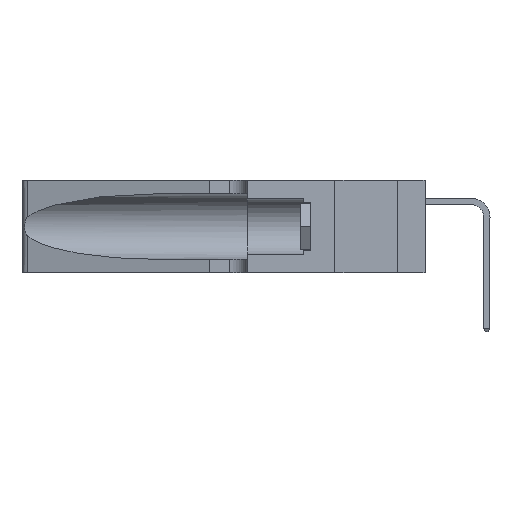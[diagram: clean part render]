
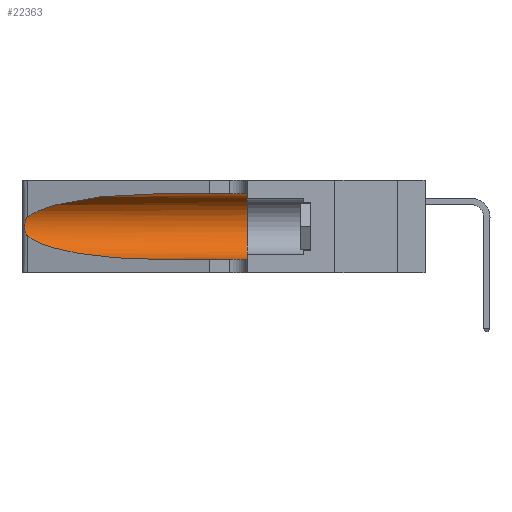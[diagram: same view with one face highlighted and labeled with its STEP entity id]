
A CAD part, left-side view. The second image highlights one B-rep face of the part: STEP entity #22363.
In plain terms, the highlighted cylindrical face has radius 3.308 mm (diameter 6.617 mm), a partial arc.
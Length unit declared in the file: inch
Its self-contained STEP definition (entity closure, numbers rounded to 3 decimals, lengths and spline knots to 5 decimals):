
#655 = VERTEX_POINT ( 'NONE', #15903 ) ;
#783 = CARTESIAN_POINT ( 'NONE',  ( 0.1305, 0.35, 0.185 ) ) ;
#1226 = CARTESIAN_POINT ( 'NONE',  ( 0.25787, 1.23484, 0.2124 ) ) ;
#1867 = CARTESIAN_POINT ( 'NONE',  ( 0.1305, 0.35, 0.05475 ) ) ;
#2168 = AXIS2_PLACEMENT_3D ( 'NONE', #32677, #5965, #11370 ) ;
#2782 = VERTEX_POINT ( 'NONE', #1867 ) ;
#3119 = CARTESIAN_POINT ( 'NONE',  ( 0.1305, 1.61858, 0.31525 ) ) ;
#3197 = EDGE_CURVE ( 'NONE', #655, #2782, #31606, .T. ) ;
#3500 = DIRECTION ( 'NONE',  ( 0., 0., 1. ) ) ;
#3945 = CARTESIAN_POINT ( 'NONE',  ( 0.26018, 1.23835, 0.19895 ) ) ;
#5691 = DIRECTION ( 'NONE',  ( 0., -1., 0. ) ) ;
#5965 = DIRECTION ( 'NONE',  ( 0., -1., 0. ) ) ;
#6078 = VERTEX_POINT ( 'NONE', #34110 ) ;
#6615 = CARTESIAN_POINT ( 'NONE',  ( 0.26075, 1.23896, 0.178 ) ) ;
#6780 = CARTESIAN_POINT ( 'NONE',  ( 0.2373, 1.15595, 0.08982 ) ) ;
#8317 = CARTESIAN_POINT ( 'NONE',  ( 0.2373, 1.15595, 0.28018 ) ) ;
#8508 = ORIENTED_EDGE ( 'NONE', *, *, #17695, .T. ) ;
#8883 = FACE_OUTER_BOUND ( 'NONE', #28324, .T. ) ;
#9040 =( BOUNDED_CURVE ( )  B_SPLINE_CURVE ( 3, ( #25456, #6780, #30816, #14887 ),
 .UNSPECIFIED., .F., .T. ) 
 B_SPLINE_CURVE_WITH_KNOTS ( ( 4, 4 ),
 ( 3.44316, 4.71239 ),
 .UNSPECIFIED. ) 
 CURVE ( )  GEOMETRIC_REPRESENTATION_ITEM ( )  RATIONAL_B_SPLINE_CURVE ( ( 1., 0.87, 0.87, 1. ) ) 
 REPRESENTATION_ITEM ( '' )  );
#9057 = VERTEX_POINT ( 'NONE', #15908 ) ;
#9326 = CARTESIAN_POINT ( 'NONE',  ( 0.25856, 1.23593, 0.16098 ) ) ;
#9517 = CARTESIAN_POINT ( 'NONE',  ( 0.1305, 1.61858, 0.05475 ) ) ;
#11015 = LINE ( 'NONE', #3119, #29756 ) ;
#11370 = DIRECTION ( 'NONE',  ( 0., 0., -1. ) ) ;
#11926 = CARTESIAN_POINT ( 'NONE',  ( 0.1305, 0.72297, 0.31525 ) ) ;
#12052 = CARTESIAN_POINT ( 'NONE',  ( 0.25639, 1.23186, 0.15144 ) ) ;
#12064 = ORIENTED_EDGE ( 'NONE', *, *, #30992, .T. ) ;
#12685 = VERTEX_POINT ( 'NONE', #11926 ) ;
#14285 = AXIS2_PLACEMENT_3D ( 'NONE', #783, #19527, #3500 ) ;
#14733 = CARTESIAN_POINT ( 'NONE',  ( 0.25487, 1.22718, 0.14631 ) ) ;
#14887 = CARTESIAN_POINT ( 'NONE',  ( 0.1305, 0.72297, 0.05475 ) ) ;
#15175 = CYLINDRICAL_SURFACE ( 'NONE', #2168, 0.13025 ) ;
#15903 = CARTESIAN_POINT ( 'NONE',  ( 0.1305, 0.35, 0.31525 ) ) ;
#15908 = CARTESIAN_POINT ( 'NONE',  ( 0.25487, 1.22718, 0.14631 ) ) ;
#17282 = CARTESIAN_POINT ( 'NONE',  ( 0.25639, 1.23184, 0.21858 ) ) ;
#17695 = EDGE_CURVE ( 'NONE', #26255, #2782, #23498, .T. ) ;
#19527 = DIRECTION ( 'NONE',  ( 0., 1., 0. ) ) ;
#19550 = ORIENTED_EDGE ( 'NONE', *, *, #21206, .T. ) ;
#19719 = ORIENTED_EDGE ( 'NONE', *, *, #26728, .T. ) ;
#19947 = CARTESIAN_POINT ( 'NONE',  ( 0.25854, 1.2359, 0.20912 ) ) ;
#20246 = DIRECTION ( 'NONE',  ( 0., -1., 0. ) ) ;
#20931 = B_SPLINE_CURVE_WITH_KNOTS ( 'NONE', 3,
 ( #30534, #33218, #17282, #1226, #19947, #3945, #22626, #6615, #25295, #9326, #27917, #12052, #30654, #14733 ),
 .UNSPECIFIED., .F., .F.,
 ( 4, 2, 2, 2, 2, 2, 4 ),
 ( 0., 0.00027, 0.00053, 0.00107, 0.0016, 0.00187, 0.00214 ),
 .UNSPECIFIED. ) ;
#21206 = EDGE_CURVE ( 'NONE', #6078, #9057, #20931, .T. ) ;
#21644 = CARTESIAN_POINT ( 'NONE',  ( 0.1305, 0.72297, 0.31525 ) ) ;
#21884 =( BOUNDED_CURVE ( )  B_SPLINE_CURVE ( 3, ( #21644, #24322, #8317, #26955 ),
 .UNSPECIFIED., .F., .F. ) 
 B_SPLINE_CURVE_WITH_KNOTS ( ( 4, 4 ),
 ( 1.5708, 2.84003 ),
 .UNSPECIFIED. ) 
 CURVE ( )  GEOMETRIC_REPRESENTATION_ITEM ( )  RATIONAL_B_SPLINE_CURVE ( ( 1., 0.87, 0.87, 1. ) ) 
 REPRESENTATION_ITEM ( '' )  );
#22363 = ADVANCED_FACE ( 'NONE', ( #8883 ), #15175, .F. ) ;
#22626 = CARTESIAN_POINT ( 'NONE',  ( 0.26075, 1.23896, 0.19203 ) ) ;
#23498 = LINE ( 'NONE', #9517, #27190 ) ;
#23516 = CARTESIAN_POINT ( 'NONE',  ( 0.1305, 0.72297, 0.05475 ) ) ;
#24322 = CARTESIAN_POINT ( 'NONE',  ( 0.18966, 0.96281, 0.31525 ) ) ;
#25295 = CARTESIAN_POINT ( 'NONE',  ( 0.26017, 1.23833, 0.17102 ) ) ;
#25456 = CARTESIAN_POINT ( 'NONE',  ( 0.25487, 1.22718, 0.14631 ) ) ;
#26255 = VERTEX_POINT ( 'NONE', #23516 ) ;
#26728 = EDGE_CURVE ( 'NONE', #9057, #26255, #9040, .T. ) ;
#26955 = CARTESIAN_POINT ( 'NONE',  ( 0.25487, 1.22718, 0.22369 ) ) ;
#27190 = VECTOR ( 'NONE', #20246, 39.37008 ) ;
#27917 = CARTESIAN_POINT ( 'NONE',  ( 0.25789, 1.23486, 0.15765 ) ) ;
#28324 = EDGE_LOOP ( 'NONE', ( #12064, #19550, #19719, #8508, #32066, #33263 ) ) ;
#29756 = VECTOR ( 'NONE', #5691, 39.37008 ) ;
#30534 = CARTESIAN_POINT ( 'NONE',  ( 0.25487, 1.22718, 0.22369 ) ) ;
#30654 = CARTESIAN_POINT ( 'NONE',  ( 0.25555, 1.22993, 0.14849 ) ) ;
#30816 = CARTESIAN_POINT ( 'NONE',  ( 0.18966, 0.96281, 0.05475 ) ) ;
#30992 = EDGE_CURVE ( 'NONE', #12685, #6078, #21884, .T. ) ;
#31606 = CIRCLE ( 'NONE', #14285, 0.13025 ) ;
#32066 = ORIENTED_EDGE ( 'NONE', *, *, #3197, .F. ) ;
#32187 = EDGE_CURVE ( 'NONE', #12685, #655, #11015, .T. ) ;
#32677 = CARTESIAN_POINT ( 'NONE',  ( 0.1305, 1.61858, 0.185 ) ) ;
#33218 = CARTESIAN_POINT ( 'NONE',  ( 0.25555, 1.22994, 0.2215 ) ) ;
#33263 = ORIENTED_EDGE ( 'NONE', *, *, #32187, .F. ) ;
#34110 = CARTESIAN_POINT ( 'NONE',  ( 0.25487, 1.22718, 0.22369 ) ) ;
